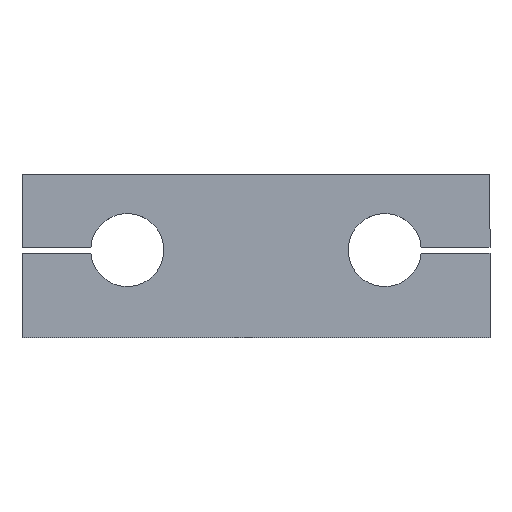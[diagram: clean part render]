
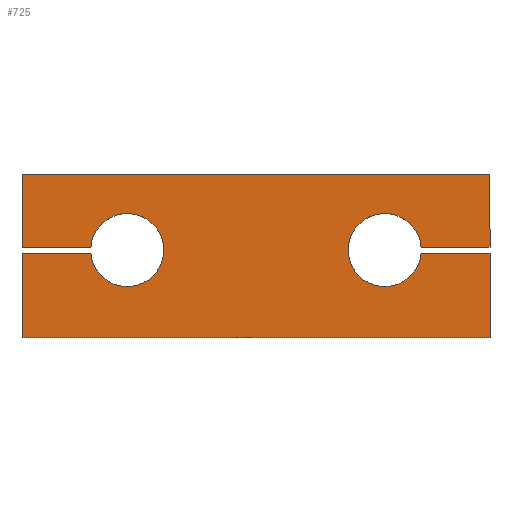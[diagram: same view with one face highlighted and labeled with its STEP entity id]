
A CAD part, top view. The second image highlights one B-rep face of the part: STEP entity #725.
In plain terms, the highlighted planar face has unit normal (0, 0, 1).
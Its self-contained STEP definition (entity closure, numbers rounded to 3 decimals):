
#21 = LINE ( 'NONE', #468, #556 ) ;
#35 = CARTESIAN_POINT ( 'NONE',  ( -80., 0., 12.5 ) ) ;
#36 = VECTOR ( 'NONE', #269, 1000. ) ;
#37 = CARTESIAN_POINT ( 'NONE',  ( 56.46, 29., 12.5 ) ) ;
#47 = CARTESIAN_POINT ( 'NONE',  ( -56.46, 31., 12.5 ) ) ;
#53 = VERTEX_POINT ( 'NONE', #92 ) ;
#59 = VECTOR ( 'NONE', #97, 1000. ) ;
#69 = VERTEX_POINT ( 'NONE', #37 ) ;
#74 = CARTESIAN_POINT ( 'NONE',  ( -80., 31., 12.5 ) ) ;
#92 = CARTESIAN_POINT ( 'NONE',  ( -80., 56., 12.5 ) ) ;
#97 = DIRECTION ( 'NONE',  ( -1., 0., 0. ) ) ;
#98 = EDGE_CURVE ( 'NONE', #726, #772, #724, .T. ) ;
#100 = CARTESIAN_POINT ( 'NONE',  ( -80., 0., 12.5 ) ) ;
#103 = AXIS2_PLACEMENT_3D ( 'NONE', #379, #644, #554 ) ;
#107 = CARTESIAN_POINT ( 'NONE',  ( 0., 0., 12.5 ) ) ;
#124 = CARTESIAN_POINT ( 'NONE',  ( 80., 0., 12.5 ) ) ;
#131 = VECTOR ( 'NONE', #234, 1000. ) ;
#132 = VERTEX_POINT ( 'NONE', #496 ) ;
#138 = CARTESIAN_POINT ( 'NONE',  ( 80., 31., 12.5 ) ) ;
#139 = VERTEX_POINT ( 'NONE', #143 ) ;
#141 = DIRECTION ( 'NONE',  ( 1., 0., 0. ) ) ;
#143 = CARTESIAN_POINT ( 'NONE',  ( 56.46, 31., 12.5 ) ) ;
#150 = DIRECTION ( 'NONE',  ( 0., 1., 0. ) ) ;
#166 = EDGE_CURVE ( 'NONE', #69, #139, #434, .T. ) ;
#171 = VECTOR ( 'NONE', #615, 1000. ) ;
#179 = VERTEX_POINT ( 'NONE', #490 ) ;
#188 = CARTESIAN_POINT ( 'NONE',  ( -80., 29., 12.5 ) ) ;
#206 = CARTESIAN_POINT ( 'NONE',  ( -80., 31., 12.5 ) ) ;
#208 = EDGE_CURVE ( 'NONE', #139, #729, #369, .T. ) ;
#222 = CARTESIAN_POINT ( 'NONE',  ( -56.46, 29., 12.5 ) ) ;
#225 = EDGE_CURVE ( 'NONE', #772, #250, #273, .T. ) ;
#233 = ORIENTED_EDGE ( 'NONE', *, *, #485, .T. ) ;
#234 = DIRECTION ( 'NONE',  ( 0., -1., 0. ) ) ;
#235 = DIRECTION ( 'NONE',  ( 1., 0., 0. ) ) ;
#249 = DIRECTION ( 'NONE',  ( 1., 0., 0. ) ) ;
#250 = VERTEX_POINT ( 'NONE', #47 ) ;
#269 = DIRECTION ( 'NONE',  ( -1., 0., 0. ) ) ;
#273 = CIRCLE ( 'NONE', #103, 12.5 ) ;
#275 = AXIS2_PLACEMENT_3D ( 'NONE', #107, #619, #566 ) ;
#317 = LINE ( 'NONE', #124, #710 ) ;
#334 = CARTESIAN_POINT ( 'NONE',  ( 80., 29., 12.5 ) ) ;
#343 = VECTOR ( 'NONE', #235, 1000. ) ;
#356 = ORIENTED_EDGE ( 'NONE', *, *, #98, .F. ) ;
#358 = LINE ( 'NONE', #35, #131 ) ;
#369 = LINE ( 'NONE', #138, #343 ) ;
#376 = VECTOR ( 'NONE', #141, 1000. ) ;
#379 = CARTESIAN_POINT ( 'NONE',  ( -44., 30., 12.5 ) ) ;
#387 = CARTESIAN_POINT ( 'NONE',  ( 80., 31., 12.5 ) ) ;
#399 = VERTEX_POINT ( 'NONE', #682 ) ;
#431 = DIRECTION ( 'NONE',  ( 0., 0., -1. ) ) ;
#434 = CIRCLE ( 'NONE', #801, 12.5 ) ;
#447 = ORIENTED_EDGE ( 'NONE', *, *, #519, .F. ) ;
#448 = LINE ( 'NONE', #723, #376 ) ;
#451 = ORIENTED_EDGE ( 'NONE', *, *, #208, .T. ) ;
#456 = LINE ( 'NONE', #206, #553 ) ;
#468 = CARTESIAN_POINT ( 'NONE',  ( 80., 0., 12.5 ) ) ;
#485 = EDGE_CURVE ( 'NONE', #729, #796, #317, .T. ) ;
#490 = CARTESIAN_POINT ( 'NONE',  ( 80., 0., 12.5 ) ) ;
#493 = DIRECTION ( 'NONE',  ( -1., 0., 0. ) ) ;
#496 = CARTESIAN_POINT ( 'NONE',  ( -80., 0., 12.5 ) ) ;
#519 = EDGE_CURVE ( 'NONE', #250, #653, #456, .T. ) ;
#541 = CARTESIAN_POINT ( 'NONE',  ( -80., 56., 12.5 ) ) ;
#553 = VECTOR ( 'NONE', #664, 1000. ) ;
#554 = DIRECTION ( 'NONE',  ( 1., 0., 0. ) ) ;
#556 = VECTOR ( 'NONE', #150, 1000. ) ;
#563 = ORIENTED_EDGE ( 'NONE', *, *, #166, .T. ) ;
#566 = DIRECTION ( 'NONE',  ( -1., 0., 0. ) ) ;
#570 = ORIENTED_EDGE ( 'NONE', *, *, #607, .T. ) ;
#588 = CARTESIAN_POINT ( 'NONE',  ( 80., 56., 12.5 ) ) ;
#598 = VECTOR ( 'NONE', #249, 1000. ) ;
#600 = EDGE_LOOP ( 'NONE', ( #570, #563, #451, #233, #816, #684, #447, #657, #356, #707, #716, #698 ) ) ;
#607 = EDGE_CURVE ( 'NONE', #399, #69, #654, .T. ) ;
#615 = DIRECTION ( 'NONE',  ( 0., -1., 0. ) ) ;
#619 = DIRECTION ( 'NONE',  ( 0., 0., -1. ) ) ;
#644 = DIRECTION ( 'NONE',  ( 0., 0., 1. ) ) ;
#652 = EDGE_CURVE ( 'NONE', #132, #179, #448, .T. ) ;
#653 = VERTEX_POINT ( 'NONE', #74 ) ;
#654 = LINE ( 'NONE', #334, #36 ) ;
#657 = ORIENTED_EDGE ( 'NONE', *, *, #225, .F. ) ;
#664 = DIRECTION ( 'NONE',  ( -1., 0., 0. ) ) ;
#681 = LINE ( 'NONE', #100, #171 ) ;
#682 = CARTESIAN_POINT ( 'NONE',  ( 80., 29., 12.5 ) ) ;
#684 = ORIENTED_EDGE ( 'NONE', *, *, #708, .T. ) ;
#686 = EDGE_CURVE ( 'NONE', #796, #53, #750, .T. ) ;
#687 = PLANE ( 'NONE',  #275 ) ;
#698 = ORIENTED_EDGE ( 'NONE', *, *, #756, .T. ) ;
#707 = ORIENTED_EDGE ( 'NONE', *, *, #797, .T. ) ;
#708 = EDGE_CURVE ( 'NONE', #53, #653, #681, .T. ) ;
#709 = DIRECTION ( 'NONE',  ( 0., 1., 0. ) ) ;
#710 = VECTOR ( 'NONE', #709, 1000. ) ;
#716 = ORIENTED_EDGE ( 'NONE', *, *, #652, .T. ) ;
#723 = CARTESIAN_POINT ( 'NONE',  ( -80., 0., 12.5 ) ) ;
#724 = LINE ( 'NONE', #792, #598 ) ;
#725 = ADVANCED_FACE ( 'NONE', ( #758 ), #687, .F. ) ;
#726 = VERTEX_POINT ( 'NONE', #188 ) ;
#729 = VERTEX_POINT ( 'NONE', #387 ) ;
#750 = LINE ( 'NONE', #541, #59 ) ;
#756 = EDGE_CURVE ( 'NONE', #179, #399, #21, .T. ) ;
#758 = FACE_OUTER_BOUND ( 'NONE', #600, .T. ) ;
#767 = CARTESIAN_POINT ( 'NONE',  ( 44., 30., 12.5 ) ) ;
#772 = VERTEX_POINT ( 'NONE', #222 ) ;
#792 = CARTESIAN_POINT ( 'NONE',  ( -80., 29., 12.5 ) ) ;
#796 = VERTEX_POINT ( 'NONE', #588 ) ;
#797 = EDGE_CURVE ( 'NONE', #726, #132, #358, .T. ) ;
#801 = AXIS2_PLACEMENT_3D ( 'NONE', #767, #431, #493 ) ;
#816 = ORIENTED_EDGE ( 'NONE', *, *, #686, .T. ) ;
